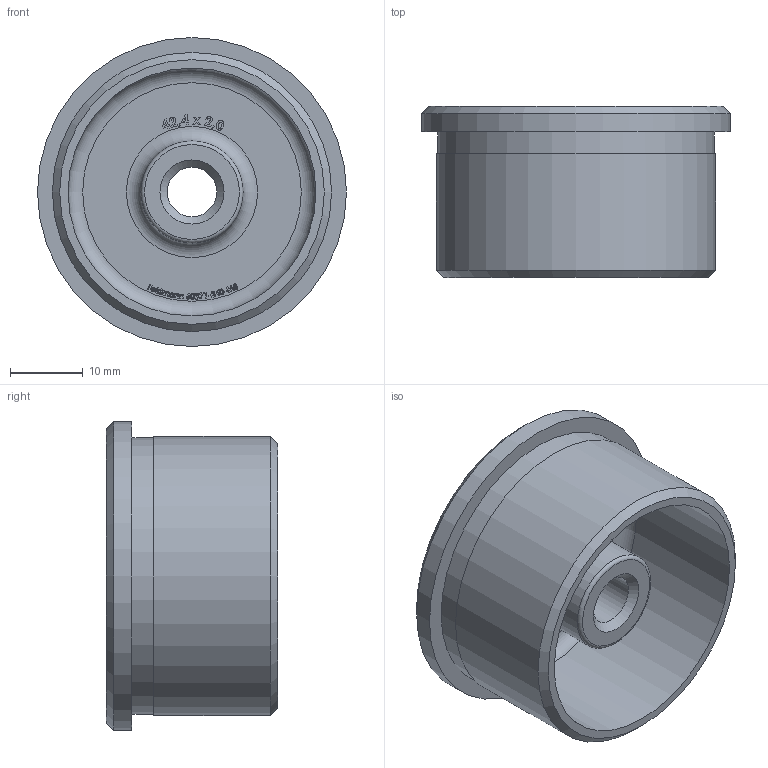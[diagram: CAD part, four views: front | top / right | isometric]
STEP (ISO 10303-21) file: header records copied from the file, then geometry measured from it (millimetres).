
FILE_DESCRIPTION (( 'STEP AP203' ), '1' );
FILE_NAME ('60271-240-M8.step', '2024-01-24T09:36:42', ( '' ), ( '' ), 'SwSTEP 2.0', 'SolidWorks 2018', '' );
FILE_SCHEMA (( 'CONFIG_CONTROL_DESIGN' ));
Length unit declared in the file: millimetre
Products named in the file (1): 60271-240-M8
Bounding box: 42.4 x 23.5 x 42.4 mm (x, y, z)
Volume: 11368.9 mm3; surface area: 8556.6 mm2
Topology: 1 solids, 1 shells, 364 faces, 949 edges, 631 vertices
Faces by surface type: plane 228, bspline 123, cylinder 6, cone 4, torus 3
Full cylindrical faces by diameter (mm): 6.8 x1, 14 x1, 34 x1, 37.9 x1, 38.3 x1, 42.4 x1
Entity records: 17528 total; most frequent: CARTESIAN_POINT 9387, ORIENTED_EDGE 1868, DIRECTION 1191, EDGE_CURVE 934, LINE 669, VECTOR 669, VERTEX_POINT 629, EDGE_LOOP 423
